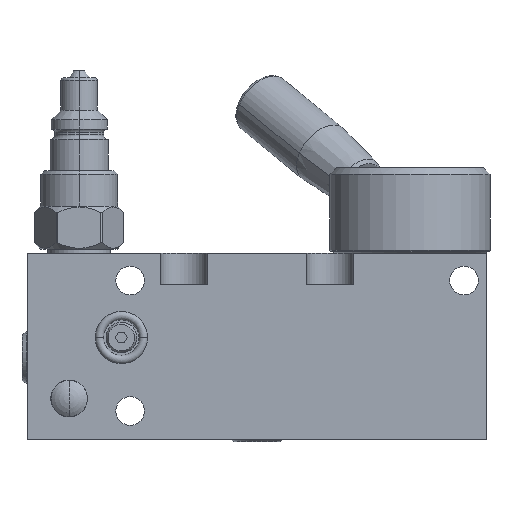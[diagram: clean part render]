
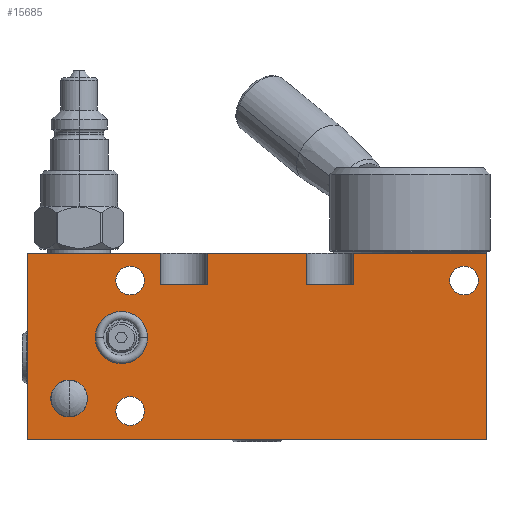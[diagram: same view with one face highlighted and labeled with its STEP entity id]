
A CAD part, front view. The second image highlights one B-rep face of the part: STEP entity #15685.
In plain terms, the highlighted planar face has unit normal (0, -1, 0).
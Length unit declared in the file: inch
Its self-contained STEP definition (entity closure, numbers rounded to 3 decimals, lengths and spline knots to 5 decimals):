
#2426=DIRECTION('',(1.,0.,0.));
#2427=VECTOR('',#2426,1.594);
#2428=CARTESIAN_POINT('',(1.156,0.,1.115));
#2429=LINE('',#2428,#2427);
#2443=DIRECTION('',(1.,0.,0.));
#2444=VECTOR('',#2443,1.188);
#2445=CARTESIAN_POINT('',(-0.594,0.,1.115));
#2446=LINE('',#2445,#2444);
#2460=DIRECTION('',(1.,0.,0.));
#2461=VECTOR('',#2460,1.594);
#2462=CARTESIAN_POINT('',(-2.75,0.,1.115));
#2463=LINE('',#2462,#2461);
#2671=DIRECTION('',(1.,0.,0.));
#2672=VECTOR('',#2671,5.5);
#2673=CARTESIAN_POINT('',(-2.75,0.,-1.115));
#2674=LINE('',#2673,#2672);
#2749=DIRECTION('',(0.,0.,1.));
#2750=VECTOR('',#2749,2.23);
#2751=CARTESIAN_POINT('',(2.75,0.,-1.115));
#2752=LINE('',#2751,#2750);
#2811=DIRECTION('',(1.,0.,0.));
#2812=VECTOR('',#2811,0.562);
#2813=CARTESIAN_POINT('',(-1.156,0.,0.74));
#2814=LINE('',#2813,#2812);
#2815=DIRECTION('',(0.,0.,-1.));
#2816=VECTOR('',#2815,0.375);
#2817=CARTESIAN_POINT('',(-0.594,0.,1.115));
#2818=LINE('',#2817,#2816);
#2819=DIRECTION('',(0.,0.,-1.));
#2820=VECTOR('',#2819,0.375);
#2821=CARTESIAN_POINT('',(0.594,0.,1.115));
#2822=LINE('',#2821,#2820);
#2823=DIRECTION('',(1.,0.,0.));
#2824=VECTOR('',#2823,0.562);
#2825=CARTESIAN_POINT('',(0.594,0.,0.74));
#2826=LINE('',#2825,#2824);
#2827=DIRECTION('',(0.,0.,-1.));
#2828=VECTOR('',#2827,0.375);
#2829=CARTESIAN_POINT('',(1.156,0.,1.115));
#2830=LINE('',#2829,#2828);
#2831=DIRECTION('',(0.,0.,1.));
#2832=VECTOR('',#2831,2.23);
#2833=CARTESIAN_POINT('',(-2.75,0.,-1.115));
#2834=LINE('',#2833,#2832);
#2835=DIRECTION('',(0.,0.,-1.));
#2836=VECTOR('',#2835,0.375);
#2837=CARTESIAN_POINT('',(-1.156,0.,1.115));
#2838=LINE('',#2837,#2836);
#2839=CARTESIAN_POINT('',(-2.25,0.,-0.625));
#2840=DIRECTION('',(0.,-1.,0.));
#2841=DIRECTION('',(-1.,0.,0.));
#2842=AXIS2_PLACEMENT_3D('',#2839,#2840,#2841);
#2844=CARTESIAN_POINT('',(-2.25,0.,-0.625));
#2845=DIRECTION('',(0.,-1.,0.));
#2846=DIRECTION('',(1.,0.,0.));
#2847=AXIS2_PLACEMENT_3D('',#2844,#2845,#2846);
#2849=CARTESIAN_POINT('',(-1.52,0.,-0.775));
#2850=DIRECTION('',(0.,1.,0.));
#2851=DIRECTION('',(1.,0.,0.));
#2852=AXIS2_PLACEMENT_3D('',#2849,#2850,#2851);
#2854=CARTESIAN_POINT('',(-1.52,0.,-0.775));
#2855=DIRECTION('',(0.,1.,0.));
#2856=DIRECTION('',(-1.,0.,0.));
#2857=AXIS2_PLACEMENT_3D('',#2854,#2855,#2856);
#2859=CARTESIAN_POINT('',(-1.52,0.,0.788));
#2860=DIRECTION('',(0.,1.,0.));
#2861=DIRECTION('',(1.,0.,0.));
#2862=AXIS2_PLACEMENT_3D('',#2859,#2860,#2861);
#2864=CARTESIAN_POINT('',(-1.52,0.,0.788));
#2865=DIRECTION('',(0.,1.,0.));
#2866=DIRECTION('',(-1.,0.,0.));
#2867=AXIS2_PLACEMENT_3D('',#2864,#2865,#2866);
#2869=CARTESIAN_POINT('',(2.48,0.,0.788));
#2870=DIRECTION('',(0.,1.,0.));
#2871=DIRECTION('',(1.,0.,0.));
#2872=AXIS2_PLACEMENT_3D('',#2869,#2870,#2871);
#2874=CARTESIAN_POINT('',(2.48,0.,0.788));
#2875=DIRECTION('',(0.,1.,0.));
#2876=DIRECTION('',(-1.,0.,0.));
#2877=AXIS2_PLACEMENT_3D('',#2874,#2875,#2876);
#2879=CARTESIAN_POINT('',(-1.625,0.,0.105));
#2880=DIRECTION('',(0.,-1.,0.));
#2881=DIRECTION('',(-1.,0.,0.));
#2882=AXIS2_PLACEMENT_3D('',#2879,#2880,#2881);
#2884=CARTESIAN_POINT('',(-1.625,0.,0.105));
#2885=DIRECTION('',(0.,-1.,0.));
#2886=DIRECTION('',(1.,0.,0.));
#2887=AXIS2_PLACEMENT_3D('',#2884,#2885,#2886);
#11478=CARTESIAN_POINT('',(2.75,0.,-1.115));
#11480=VERTEX_POINT('',#11478);
#11484=CARTESIAN_POINT('',(-2.75,0.,-1.115));
#11485=VERTEX_POINT('',#11484);
#11487=CARTESIAN_POINT('',(-2.75,0.,1.115));
#11489=VERTEX_POINT('',#11487);
#11490=CARTESIAN_POINT('',(2.75,0.,1.115));
#11491=VERTEX_POINT('',#11490);
#11666=CARTESIAN_POINT('',(-2.47,0.,-0.625));
#11667=CARTESIAN_POINT('',(-2.03,0.,-0.625));
#11668=VERTEX_POINT('',#11666);
#11669=VERTEX_POINT('',#11667);
#11678=CARTESIAN_POINT('',(-1.3485,0.,-0.775));
#11679=CARTESIAN_POINT('',(-1.6915,0.,-0.775));
#11680=VERTEX_POINT('',#11678);
#11681=VERTEX_POINT('',#11679);
#11682=CARTESIAN_POINT('',(-1.3485,0.,0.788));
#11683=CARTESIAN_POINT('',(-1.6915,0.,0.788));
#11684=VERTEX_POINT('',#11682);
#11685=VERTEX_POINT('',#11683);
#11686=CARTESIAN_POINT('',(2.6515,0.,0.788));
#11687=CARTESIAN_POINT('',(2.3085,0.,0.788));
#11688=VERTEX_POINT('',#11686);
#11689=VERTEX_POINT('',#11687);
#11813=CARTESIAN_POINT('',(-1.156,0.,1.115));
#11815=VERTEX_POINT('',#11813);
#11817=CARTESIAN_POINT('',(-0.594,0.,1.115));
#11819=VERTEX_POINT('',#11817);
#11821=CARTESIAN_POINT('',(0.594,0.,1.115));
#11823=VERTEX_POINT('',#11821);
#11825=CARTESIAN_POINT('',(1.156,0.,1.115));
#11827=VERTEX_POINT('',#11825);
#11833=CARTESIAN_POINT('',(-1.156,0.,0.74));
#11834=CARTESIAN_POINT('',(-0.594,0.,0.74));
#11835=VERTEX_POINT('',#11833);
#11836=VERTEX_POINT('',#11834);
#11837=CARTESIAN_POINT('',(0.594,0.,0.74));
#11838=CARTESIAN_POINT('',(1.156,0.,0.74));
#11839=VERTEX_POINT('',#11837);
#11840=VERTEX_POINT('',#11838);
#11949=CARTESIAN_POINT('',(-1.9375,0.,0.105));
#11950=CARTESIAN_POINT('',(-1.3125,0.,0.105));
#11951=VERTEX_POINT('',#11949);
#11952=VERTEX_POINT('',#11950);
#15631=CARTESIAN_POINT('',(-2.75,0.,-1.115));
#15632=DIRECTION('',(0.,-1.,0.));
#15633=DIRECTION('',(1.,0.,0.));
#15634=AXIS2_PLACEMENT_3D('',#15631,#15632,#15633);
#15635=PLANE('',#15634);
#15637=ORIENTED_EDGE('',*,*,#15636,.T.);
#15639=ORIENTED_EDGE('',*,*,#15638,.F.);
#15640=ORIENTED_EDGE('',*,*,#15078,.T.);
#15642=ORIENTED_EDGE('',*,*,#15641,.T.);
#15644=ORIENTED_EDGE('',*,*,#15643,.T.);
#15646=ORIENTED_EDGE('',*,*,#15645,.F.);
#15647=ORIENTED_EDGE('',*,*,#15070,.T.);
#15648=ORIENTED_EDGE('',*,*,#15452,.F.);
#15649=ORIENTED_EDGE('',*,*,#15384,.F.);
#15651=ORIENTED_EDGE('',*,*,#15650,.T.);
#15652=ORIENTED_EDGE('',*,*,#15086,.T.);
#15654=ORIENTED_EDGE('',*,*,#15653,.T.);
#15655=EDGE_LOOP('',(#15637,#15639,#15640,#15642,#15644,#15646,#15647,#15648,
#15649,#15651,#15652,#15654));
#15656=FACE_OUTER_BOUND('',#15655,.F.);
#15658=ORIENTED_EDGE('',*,*,#15657,.T.);
#15660=ORIENTED_EDGE('',*,*,#15659,.T.);
#15661=EDGE_LOOP('',(#15658,#15660));
#15662=FACE_BOUND('',#15661,.F.);
#15664=ORIENTED_EDGE('',*,*,#15663,.F.);
#15666=ORIENTED_EDGE('',*,*,#15665,.F.);
#15667=EDGE_LOOP('',(#15664,#15666));
#15668=FACE_BOUND('',#15667,.F.);
#15670=ORIENTED_EDGE('',*,*,#15669,.F.);
#15672=ORIENTED_EDGE('',*,*,#15671,.F.);
#15673=EDGE_LOOP('',(#15670,#15672));
#15674=FACE_BOUND('',#15673,.F.);
#15675=ORIENTED_EDGE('',*,*,#15587,.F.);
#15676=ORIENTED_EDGE('',*,*,#15613,.F.);
#15677=EDGE_LOOP('',(#15675,#15676));
#15678=FACE_BOUND('',#15677,.F.);
#15680=ORIENTED_EDGE('',*,*,#15679,.T.);
#15682=ORIENTED_EDGE('',*,*,#15681,.T.);
#15683=EDGE_LOOP('',(#15680,#15682));
#15684=FACE_BOUND('',#15683,.F.);
#2843=CIRCLE('',#2842,0.22);
#2848=CIRCLE('',#2847,0.22);
#2853=CIRCLE('',#2852,0.1715);
#2858=CIRCLE('',#2857,0.1715);
#2863=CIRCLE('',#2862,0.1715);
#2868=CIRCLE('',#2867,0.1715);
#2873=CIRCLE('',#2872,0.1715);
#2878=CIRCLE('',#2877,0.1715);
#2883=CIRCLE('',#2882,0.3125);
#2888=CIRCLE('',#2887,0.3125);
#15070=EDGE_CURVE('',#11827,#11491,#2429,.T.);
#15078=EDGE_CURVE('',#11819,#11823,#2446,.T.);
#15086=EDGE_CURVE('',#11489,#11815,#2463,.T.);
#15384=EDGE_CURVE('',#11485,#11480,#2674,.T.);
#15452=EDGE_CURVE('',#11480,#11491,#2752,.T.);
#15587=EDGE_CURVE('',#11688,#11689,#2873,.T.);
#15613=EDGE_CURVE('',#11689,#11688,#2878,.T.);
#15636=EDGE_CURVE('',#11835,#11836,#2814,.T.);
#15638=EDGE_CURVE('',#11819,#11836,#2818,.T.);
#15641=EDGE_CURVE('',#11823,#11839,#2822,.T.);
#15643=EDGE_CURVE('',#11839,#11840,#2826,.T.);
#15645=EDGE_CURVE('',#11827,#11840,#2830,.T.);
#15650=EDGE_CURVE('',#11485,#11489,#2834,.T.);
#15653=EDGE_CURVE('',#11815,#11835,#2838,.T.);
#15657=EDGE_CURVE('',#11668,#11669,#2843,.T.);
#15659=EDGE_CURVE('',#11669,#11668,#2848,.T.);
#15663=EDGE_CURVE('',#11680,#11681,#2853,.T.);
#15665=EDGE_CURVE('',#11681,#11680,#2858,.T.);
#15669=EDGE_CURVE('',#11684,#11685,#2863,.T.);
#15671=EDGE_CURVE('',#11685,#11684,#2868,.T.);
#15679=EDGE_CURVE('',#11951,#11952,#2883,.T.);
#15681=EDGE_CURVE('',#11952,#11951,#2888,.T.);
#15685=ADVANCED_FACE('',(#15656,#15662,#15668,#15674,#15678,#15684),#15635,.T.);
